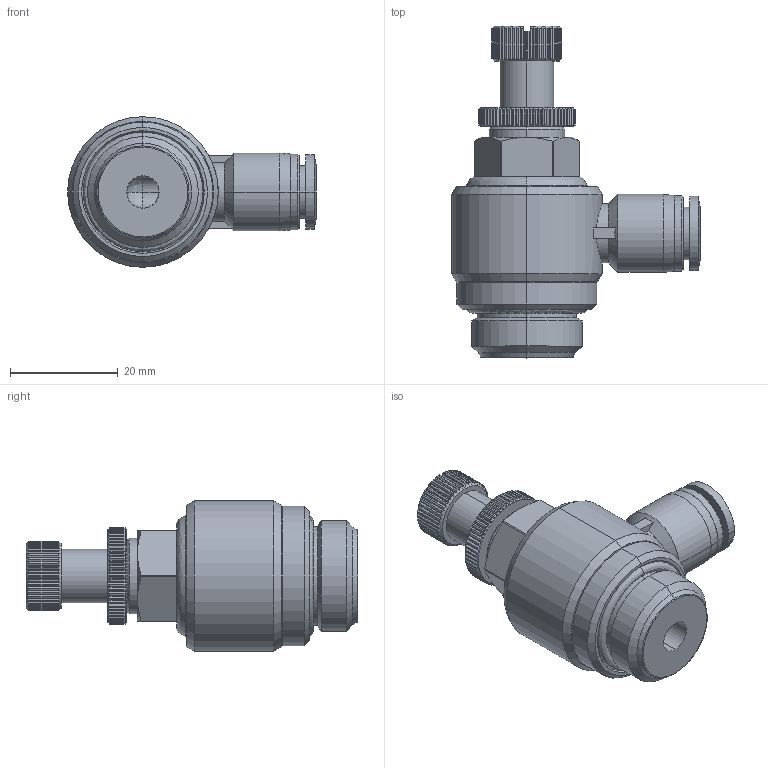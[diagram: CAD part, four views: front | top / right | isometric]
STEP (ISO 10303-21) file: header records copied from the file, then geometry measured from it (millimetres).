
FILE_DESCRIPTION (( 'STEP AP214' ), '1' );
FILE_NAME ('FVS8M-12G.step', '2016-02-24T20:36:43', ( '' ), ( '' ), 'SwSTEP 2.0', 'SolidWorks 2015', '' );
FILE_SCHEMA (( 'AUTOMOTIVE_DESIGN' ));
Length unit declared in the file: inch
Products named in the file (1): FVS8M-12G
Bounding box: 46.25 x 61.7 x 28 mm (x, y, z)
Volume: 22125.3 mm3; surface area: 8157.7 mm2
Topology: 2 solids, 2 shells, 599 faces, 1435 edges, 853 vertices
Faces by surface type: plane 263, cone 164, cylinder 153, bspline 17, torus 2
Entity records: 26212 total; most frequent: CARTESIAN_POINT 5247, ORIENTED_EDGE 2866, DIRECTION 2615, EDGE_CURVE 1433, AXIS2_PLACEMENT_3D 1087, VERTEX_POINT 853, EDGE_LOOP 618, UNCERTAINTY_MEASURE_WITH_UNIT 601
